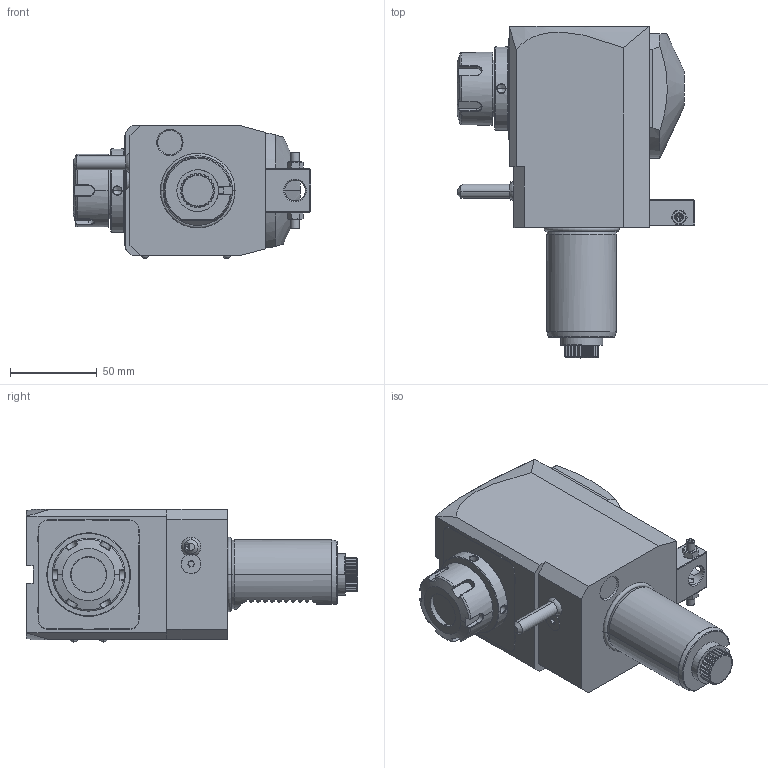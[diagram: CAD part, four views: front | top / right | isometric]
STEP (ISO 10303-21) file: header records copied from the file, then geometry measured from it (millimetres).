
FILE_DESCRIPTION((''),'2;1');
FILE_NAME('NGT1_40_231_25_1_2_80','2017-03-10T',('vali'),('NOVA GRUP'),'PRO/ENGINEER BY PARAMETRIC TECHNOLOGY CORPORATION, 2010280','PRO/ENGINEER BY PARAMETRIC TECHNOLOGY CORPORATION, 2010280','');
FILE_SCHEMA(('CONFIG_CONTROL_DESIGN'));
Length unit declared in the file: millimetre
Products named in the file (1): NGT1_40_231_25_1_2_80
Bounding box: 136.6 x 191 x 76.6 mm (x, y, z)
Volume: 865122.4 mm3; surface area: 69921.2 mm2
Topology: 1 solids, 1 shells, 561 faces, 1473 edges, 924 vertices
Faces by surface type: plane 200, cylinder 185, cone 98, bspline 56, torus 14, sphere 6, extrusion 2
Entity records: 24383 total; most frequent: CARTESIAN_POINT 11429, ORIENTED_EDGE 2914, DIRECTION 2343, EDGE_CURVE 1457, VERTEX_POINT 924, AXIS2_PLACEMENT_3D 840, VECTOR 663, LINE 661
